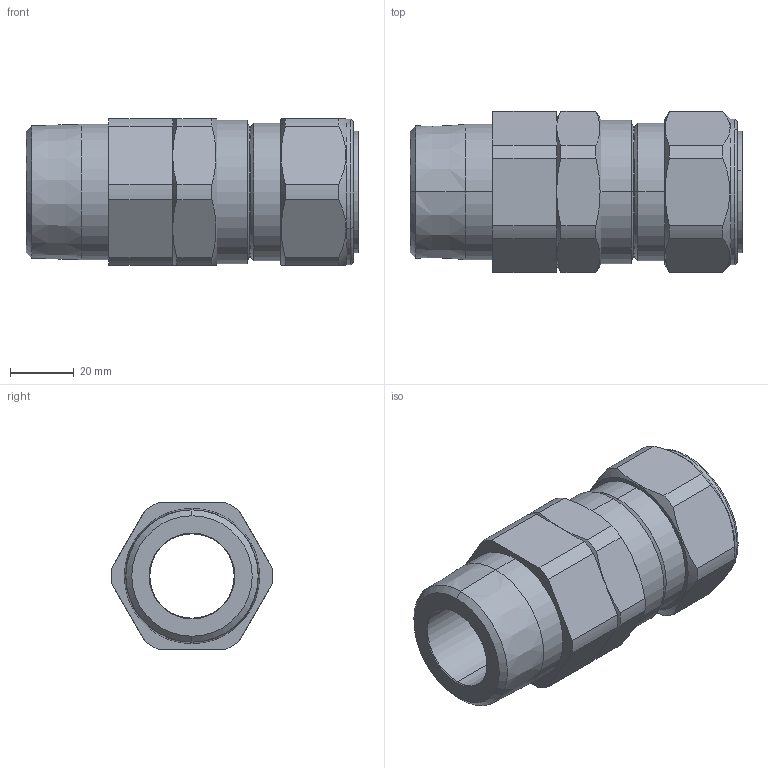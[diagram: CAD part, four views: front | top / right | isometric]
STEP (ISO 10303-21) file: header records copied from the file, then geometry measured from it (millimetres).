
FILE_DESCRIPTION (( 'STEP AP203' ), '1' );
FILE_NAME ('32TE1FU1RA034.STEP', '2021-05-12T14:40:42', ( '' ), ( '' ), 'SwSTEP 2.0', 'SolidWorks 2017', '' );
FILE_SCHEMA (( 'CONFIG_CONTROL_DESIGN' ));
Length unit declared in the file: millimetre
Products named in the file (1): 32TE1FU1RA034
Bounding box: 103.95 x 50.58 x 46 mm (x, y, z)
Volume: 95287.3 mm3; surface area: 28451.7 mm2
Topology: 1 solids, 1 shells, 102 faces, 236 edges, 144 vertices
Faces by surface type: cylinder 36, plane 34, cone 28, torus 4
Entity records: 3199 total; most frequent: CARTESIAN_POINT 787, DIRECTION 512, ORIENTED_EDGE 472, EDGE_CURVE 236, AXIS2_PLACEMENT_3D 209, VERTEX_POINT 144, EDGE_LOOP 112, CIRCLE 106
